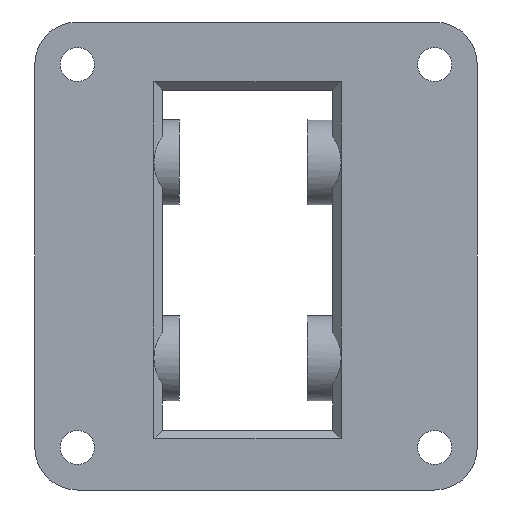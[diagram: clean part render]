
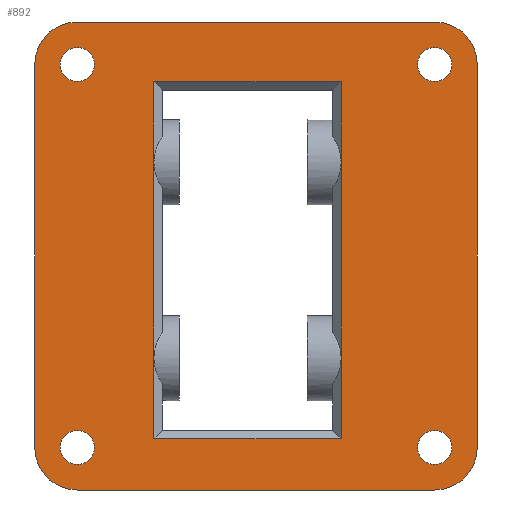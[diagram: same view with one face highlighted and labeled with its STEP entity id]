
A CAD part, front view. The second image highlights one B-rep face of the part: STEP entity #892.
In plain terms, the highlighted planar face has unit normal (0, -1, 0).
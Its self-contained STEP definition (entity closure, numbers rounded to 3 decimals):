
#19=FACE_BOUND('',#171,.T.);
#20=FACE_BOUND('',#172,.T.);
#21=FACE_BOUND('',#173,.T.);
#22=FACE_BOUND('',#174,.T.);
#23=FACE_BOUND('',#175,.T.);
#53=CIRCLE('',#993,5.);
#54=CIRCLE('',#994,5.);
#55=CIRCLE('',#995,5.);
#56=CIRCLE('',#996,5.);
#57=CIRCLE('',#997,2.);
#58=CIRCLE('',#998,2.);
#59=CIRCLE('',#999,2.);
#60=CIRCLE('',#1000,2.);
#116=FACE_OUTER_BOUND('',#170,.T.);
#170=EDGE_LOOP('',(#703,#704,#705,#706,#707,#708,#709,#710));
#171=EDGE_LOOP('',(#711));
#172=EDGE_LOOP('',(#712));
#173=EDGE_LOOP('',(#713));
#174=EDGE_LOOP('',(#714));
#175=EDGE_LOOP('',(#715,#716,#717,#718,#719,#720,#721,#722));
#208=LINE('',#1330,#280);
#216=LINE('',#1355,#288);
#223=LINE('',#1396,#295);
#232=LINE('',#1424,#304);
#239=LINE('',#1462,#311);
#243=LINE('',#1468,#315);
#244=LINE('',#1470,#316);
#245=LINE('',#1472,#317);
#248=LINE('',#1481,#320);
#249=LINE('',#1485,#321);
#250=LINE('',#1489,#322);
#251=LINE('',#1492,#323);
#280=VECTOR('',#1044,10.);
#288=VECTOR('',#1066,10.);
#295=VECTOR('',#1115,10.);
#304=VECTOR('',#1140,10.);
#311=VECTOR('',#1187,10.);
#315=VECTOR('',#1193,10.);
#316=VECTOR('',#1196,10.);
#317=VECTOR('',#1199,10.);
#320=VECTOR('',#1208,10.);
#321=VECTOR('',#1211,10.);
#322=VECTOR('',#1214,10.);
#323=VECTOR('',#1217,10.);
#367=VERTEX_POINT('',#1323);
#370=VERTEX_POINT('',#1328);
#380=VERTEX_POINT('',#1353);
#392=VERTEX_POINT('',#1393);
#393=VERTEX_POINT('',#1395);
#404=VERTEX_POINT('',#1422);
#415=VERTEX_POINT('',#1461);
#416=VERTEX_POINT('',#1466);
#417=VERTEX_POINT('',#1477);
#418=VERTEX_POINT('',#1478);
#419=VERTEX_POINT('',#1480);
#420=VERTEX_POINT('',#1482);
#421=VERTEX_POINT('',#1484);
#422=VERTEX_POINT('',#1486);
#423=VERTEX_POINT('',#1488);
#424=VERTEX_POINT('',#1490);
#425=VERTEX_POINT('',#1493);
#426=VERTEX_POINT('',#1495);
#427=VERTEX_POINT('',#1497);
#428=VERTEX_POINT('',#1499);
#450=EDGE_CURVE('',#370,#367,#208,.T.);
#462=EDGE_CURVE('',#380,#370,#216,.T.);
#482=EDGE_CURVE('',#392,#393,#223,.T.);
#496=EDGE_CURVE('',#404,#392,#232,.T.);
#515=EDGE_CURVE('',#367,#415,#239,.T.);
#519=EDGE_CURVE('',#416,#380,#243,.T.);
#520=EDGE_CURVE('',#393,#416,#244,.T.);
#521=EDGE_CURVE('',#415,#404,#245,.T.);
#524=EDGE_CURVE('',#417,#418,#53,.T.);
#525=EDGE_CURVE('',#417,#419,#248,.T.);
#526=EDGE_CURVE('',#420,#419,#54,.T.);
#527=EDGE_CURVE('',#420,#421,#249,.T.);
#528=EDGE_CURVE('',#422,#421,#55,.T.);
#529=EDGE_CURVE('',#422,#423,#250,.T.);
#530=EDGE_CURVE('',#424,#423,#56,.T.);
#531=EDGE_CURVE('',#424,#418,#251,.T.);
#532=EDGE_CURVE('',#425,#425,#57,.T.);
#533=EDGE_CURVE('',#426,#426,#58,.T.);
#534=EDGE_CURVE('',#427,#427,#59,.T.);
#535=EDGE_CURVE('',#428,#428,#60,.T.);
#703=ORIENTED_EDGE('',*,*,#524,.F.);
#704=ORIENTED_EDGE('',*,*,#525,.T.);
#705=ORIENTED_EDGE('',*,*,#526,.F.);
#706=ORIENTED_EDGE('',*,*,#527,.T.);
#707=ORIENTED_EDGE('',*,*,#528,.F.);
#708=ORIENTED_EDGE('',*,*,#529,.T.);
#709=ORIENTED_EDGE('',*,*,#530,.F.);
#710=ORIENTED_EDGE('',*,*,#531,.T.);
#711=ORIENTED_EDGE('',*,*,#532,.F.);
#712=ORIENTED_EDGE('',*,*,#533,.F.);
#713=ORIENTED_EDGE('',*,*,#534,.F.);
#714=ORIENTED_EDGE('',*,*,#535,.F.);
#715=ORIENTED_EDGE('',*,*,#462,.F.);
#716=ORIENTED_EDGE('',*,*,#519,.F.);
#717=ORIENTED_EDGE('',*,*,#520,.F.);
#718=ORIENTED_EDGE('',*,*,#482,.F.);
#719=ORIENTED_EDGE('',*,*,#496,.F.);
#720=ORIENTED_EDGE('',*,*,#521,.F.);
#721=ORIENTED_EDGE('',*,*,#515,.F.);
#722=ORIENTED_EDGE('',*,*,#450,.F.);
#854=PLANE('',#992);
#892=ADVANCED_FACE('',(#116,#19,#20,#21,#22,#23),#854,.F.);
#992=AXIS2_PLACEMENT_3D('',#1476,#1204,#1205);
#993=AXIS2_PLACEMENT_3D('',#1479,#1206,#1207);
#994=AXIS2_PLACEMENT_3D('',#1483,#1209,#1210);
#995=AXIS2_PLACEMENT_3D('',#1487,#1212,#1213);
#996=AXIS2_PLACEMENT_3D('',#1491,#1215,#1216);
#997=AXIS2_PLACEMENT_3D('',#1494,#1218,#1219);
#998=AXIS2_PLACEMENT_3D('',#1496,#1220,#1221);
#999=AXIS2_PLACEMENT_3D('',#1498,#1222,#1223);
#1000=AXIS2_PLACEMENT_3D('',#1500,#1224,#1225);
#1044=DIRECTION('',(0.,0.,-1.));
#1066=DIRECTION('',(0.,0.,-1.));
#1115=DIRECTION('',(0.,0.,1.));
#1140=DIRECTION('',(0.,0.,1.));
#1187=DIRECTION('',(0.,0.,-1.));
#1193=DIRECTION('',(-1.,0.,0.));
#1196=DIRECTION('',(0.,0.,1.));
#1199=DIRECTION('',(1.,0.,0.));
#1204=DIRECTION('center_axis',(0.,1.,0.));
#1205=DIRECTION('ref_axis',(1.,0.,0.));
#1206=DIRECTION('center_axis',(0.,1.,0.));
#1207=DIRECTION('ref_axis',(0.707,0.,-0.707));
#1208=DIRECTION('',(0.,0.,1.));
#1209=DIRECTION('center_axis',(0.,1.,0.));
#1210=DIRECTION('ref_axis',(0.707,0.,0.707));
#1211=DIRECTION('',(-1.,0.,0.));
#1212=DIRECTION('center_axis',(0.,1.,0.));
#1213=DIRECTION('ref_axis',(-0.707,0.,0.707));
#1214=DIRECTION('',(0.,0.,-1.));
#1215=DIRECTION('center_axis',(0.,1.,0.));
#1216=DIRECTION('ref_axis',(-0.707,0.,-0.707));
#1217=DIRECTION('',(1.,0.,0.));
#1218=DIRECTION('center_axis',(0.,-1.,0.));
#1219=DIRECTION('ref_axis',(1.,0.,0.));
#1220=DIRECTION('center_axis',(0.,-1.,0.));
#1221=DIRECTION('ref_axis',(1.,0.,0.));
#1222=DIRECTION('center_axis',(0.,-1.,0.));
#1223=DIRECTION('ref_axis',(1.,0.,0.));
#1224=DIRECTION('center_axis',(0.,-1.,0.));
#1225=DIRECTION('ref_axis',(1.,0.,0.));
#1323=CARTESIAN_POINT('',(9.,0.,10.5));
#1328=CARTESIAN_POINT('',(9.,0.,33.5));
#1330=CARTESIAN_POINT('',(9.,0.,32.25));
#1353=CARTESIAN_POINT('',(9.,0.,43.));
#1355=CARTESIAN_POINT('',(9.,0.,32.25));
#1393=CARTESIAN_POINT('',(31.,0.,10.5));
#1395=CARTESIAN_POINT('',(31.,0.,33.5));
#1396=CARTESIAN_POINT('',(31.,0.,12.25));
#1422=CARTESIAN_POINT('',(31.,0.,1.));
#1424=CARTESIAN_POINT('',(31.,0.,12.25));
#1461=CARTESIAN_POINT('',(9.,0.,1.));
#1462=CARTESIAN_POINT('',(9.,0.,32.25));
#1466=CARTESIAN_POINT('',(31.,0.,43.));
#1468=CARTESIAN_POINT('',(25.5,0.,43.));
#1470=CARTESIAN_POINT('',(31.,0.,12.25));
#1472=CARTESIAN_POINT('',(15.5,0.,1.));
#1476=CARTESIAN_POINT('Origin',(21.,0.,22.5));
#1477=CARTESIAN_POINT('',(47.,0.,0.));
#1478=CARTESIAN_POINT('',(42.,0.,-5.));
#1479=CARTESIAN_POINT('Origin',(42.,0.,0.));
#1480=CARTESIAN_POINT('',(47.,0.,45.));
#1481=CARTESIAN_POINT('',(47.,0.,-5.));
#1482=CARTESIAN_POINT('',(42.,0.,50.));
#1483=CARTESIAN_POINT('Origin',(42.,0.,45.));
#1484=CARTESIAN_POINT('',(0.,0.,50.));
#1485=CARTESIAN_POINT('',(47.,0.,50.));
#1486=CARTESIAN_POINT('',(-5.,0.,45.));
#1487=CARTESIAN_POINT('Origin',(0.,0.,45.));
#1488=CARTESIAN_POINT('',(-5.,0.,0.));
#1489=CARTESIAN_POINT('',(-5.,0.,50.));
#1490=CARTESIAN_POINT('',(0.,0.,-5.));
#1491=CARTESIAN_POINT('Origin',(0.,0.,0.));
#1492=CARTESIAN_POINT('',(-5.,0.,-5.));
#1493=CARTESIAN_POINT('',(-2.,0.,0.));
#1494=CARTESIAN_POINT('Origin',(0.,0.,0.));
#1495=CARTESIAN_POINT('',(-2.,0.,45.));
#1496=CARTESIAN_POINT('Origin',(0.,0.,45.));
#1497=CARTESIAN_POINT('',(40.,0.,45.));
#1498=CARTESIAN_POINT('Origin',(42.,0.,45.));
#1499=CARTESIAN_POINT('',(40.,0.,0.));
#1500=CARTESIAN_POINT('Origin',(42.,0.,0.));
